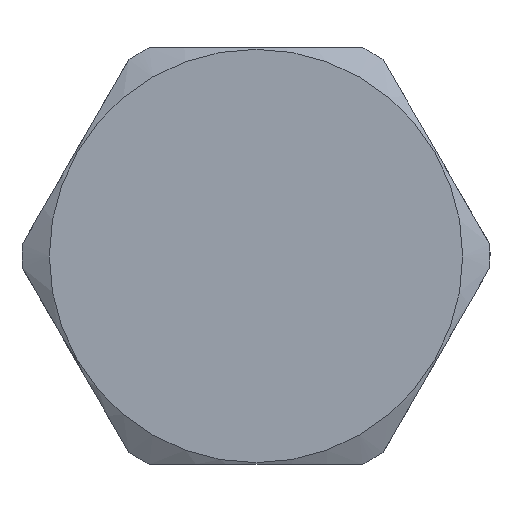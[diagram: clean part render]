
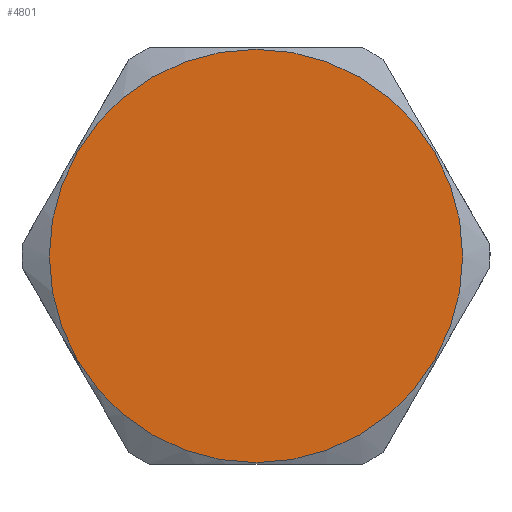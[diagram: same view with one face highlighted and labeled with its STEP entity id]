
A CAD part, left-side view. The second image highlights one B-rep face of the part: STEP entity #4801.
In plain terms, the highlighted planar face has unit normal (-1, 0, 0).
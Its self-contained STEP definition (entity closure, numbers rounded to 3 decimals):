
#109 = CARTESIAN_POINT ( 'NONE',  ( -29.375, 0., 9.45 ) ) ;
#172 = CARTESIAN_POINT ( 'NONE',  ( -29.375, 0., -9.45 ) ) ;
#810 = CIRCLE ( 'NONE', #3691, 9.45 ) ;
#1059 = DIRECTION ( 'NONE',  ( 1., 0., 0. ) ) ;
#1069 = DIRECTION ( 'NONE',  ( 0., 0., -1. ) ) ;
#1071 = CARTESIAN_POINT ( 'NONE',  ( -29.375, 0., 0. ) ) ;
#1150 = CARTESIAN_POINT ( 'NONE',  ( -29.375, 0., 0. ) ) ;
#1153 = PLANE ( 'NONE',  #3788 ) ;
#1155 = DIRECTION ( 'NONE',  ( 1., 0., 0. ) ) ;
#1157 = DIRECTION ( 'NONE',  ( 0., 0., -1. ) ) ;
#1490 = CARTESIAN_POINT ( 'NONE',  ( -29.375, 0., 0. ) ) ;
#1491 = DIRECTION ( 'NONE',  ( 1., 0., 0. ) ) ;
#1492 = DIRECTION ( 'NONE',  ( 0., 0., -1. ) ) ;
#2056 = VERTEX_POINT ( 'NONE', #109 ) ;
#2107 = VERTEX_POINT ( 'NONE', #172 ) ;
#3691 = AXIS2_PLACEMENT_3D ( 'NONE', #1490, #1491, #1492 ) ;
#3788 = AXIS2_PLACEMENT_3D ( 'NONE', #1150, #1155, #1157 ) ;
#3799 = EDGE_CURVE ( 'NONE', #2056, #2107, #5124, .T. ) ;
#3947 = AXIS2_PLACEMENT_3D ( 'NONE', #1071, #1059, #1069 ) ;
#4226 = EDGE_LOOP ( 'NONE', ( #5784, #5963 ) ) ;
#4801 = ADVANCED_FACE ( 'NONE', ( #4959 ), #1153, .F. ) ;
#4959 = FACE_OUTER_BOUND ( 'NONE', #4226, .T. ) ;
#5124 = CIRCLE ( 'NONE', #3947, 9.45 ) ;
#5650 = EDGE_CURVE ( 'NONE', #2107, #2056, #810, .T. ) ;
#5784 = ORIENTED_EDGE ( 'NONE', *, *, #5650, .F. ) ;
#5963 = ORIENTED_EDGE ( 'NONE', *, *, #3799, .F. ) ;
